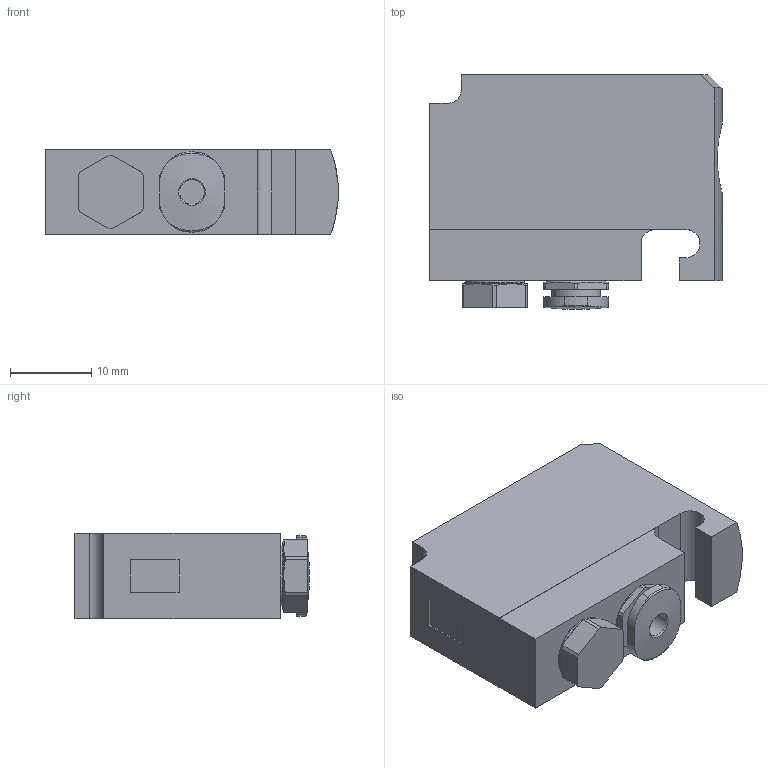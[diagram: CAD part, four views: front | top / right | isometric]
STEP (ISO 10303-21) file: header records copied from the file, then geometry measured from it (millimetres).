
FILE_DESCRIPTION(/* description */ ('STEP AP214'),/* implementation_level */ '2;1');
FILE_NAME(/* name */ '548903_CPVSC1-D-QXC',/* time_stamp */ '2024-08-07T15:49:26+02:00',/* author */ ('License CC BY-ND 4.0'),/* organization */ ('CADENAS'),/* preprocessor_version */ 'ST-DEVELOPER v19.3',/* originating_system */ 'PARTsolutions',/* authorisation */ ' ');
FILE_SCHEMA (('AUTOMOTIVE_DESIGN {1 0 10303 214 3 1 1}'));
Length unit declared in the file: millimetre
Products named in the file (1): 548903 CPVSC1-D-QXC
Bounding box: 36 x 28.79 x 10.5 mm (x, y, z)
Volume: 9014.9 mm3; surface area: 4046.5 mm2
Topology: 1 solids, 2 shells, 142 faces, 322 edges, 203 vertices
Faces by surface type: plane 53, cylinder 46, torus 31, cone 12
Full cylindrical faces by diameter (mm): 0.8 x1, 0.95 x1, 1 x1, 1.221 x2, 1.35 x1, 1.4 x1, 3 x1, 4 x1, 4.1 x2, 5.7 x1, 5.9 x2, 6 x1, 6.9 x1, 7.2 x1, 7.3 x2, 7.459 x4, 8.54 x1
Entity records: 4745 total; most frequent: CARTESIAN_POINT 775, DIRECTION 626, ORIENTED_EDGE 522, AXIS2_PLACEMENT_3D 264, EDGE_CURVE 261, FACE_BOUND 217, EDGE_LOOP 215, VERTEX_POINT 196
